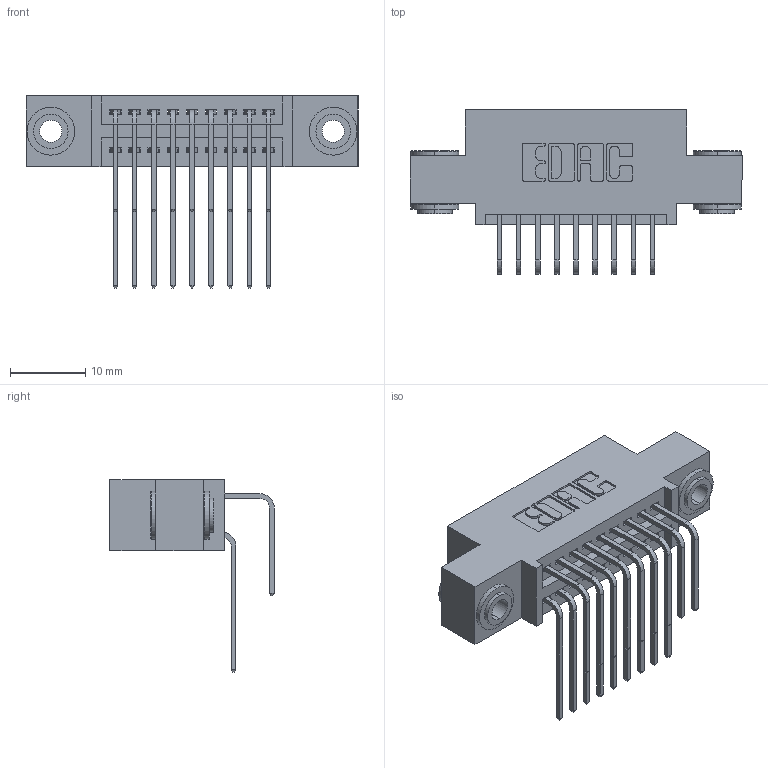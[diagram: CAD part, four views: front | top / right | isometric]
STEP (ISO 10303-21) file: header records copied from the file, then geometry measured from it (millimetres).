
FILE_DESCRIPTION (( 'STEP AP203' ), '1' );
FILE_NAME ('345-018-558-503.STEP', '2019-10-27T07:02:07', ( '' ), ( '' ), 'SwSTEP 2.0', 'SolidWorks 2016', '' );
FILE_SCHEMA (( 'CONFIG_CONTROL_DESIGN' ));
Length unit declared in the file: inch
Products named in the file (5): 345-292-001_558 Tail - 2; 345-250-002_345-250-002-102; 345-292-001_558 559 Tail - 1; 345-018-558-503; 345 Part_0.110 Offset - 0.156 Dia-TH
Assembly tree (21 placements, depth 2):
  345-018-558-503
    345 Part_0.110 Offset - 0.156 Dia-TH
    345-292-001_558 559 Tail - 1  x9
    345-292-001_558 Tail - 2  x9
    345-250-002_345-250-002-102  x2
Bounding box: 44.07 x 21.83 x 25.53 mm (x, y, z)
Volume: 4024.5 mm3; surface area: 6095.7 mm2
Topology: 21 solids, 21 shells, 1104 faces, 3219 edges, 2118 vertices
Faces by surface type: plane 724, cylinder 372, cone 8
Entity records: 13938 total; most frequent: CARTESIAN_POINT 2390, ORIENTED_EDGE 2266, DIRECTION 2151, EDGE_CURVE 1133, VECTOR 901, LINE 901, VERTEX_POINT 750, AXIS2_PLACEMENT_3D 625
